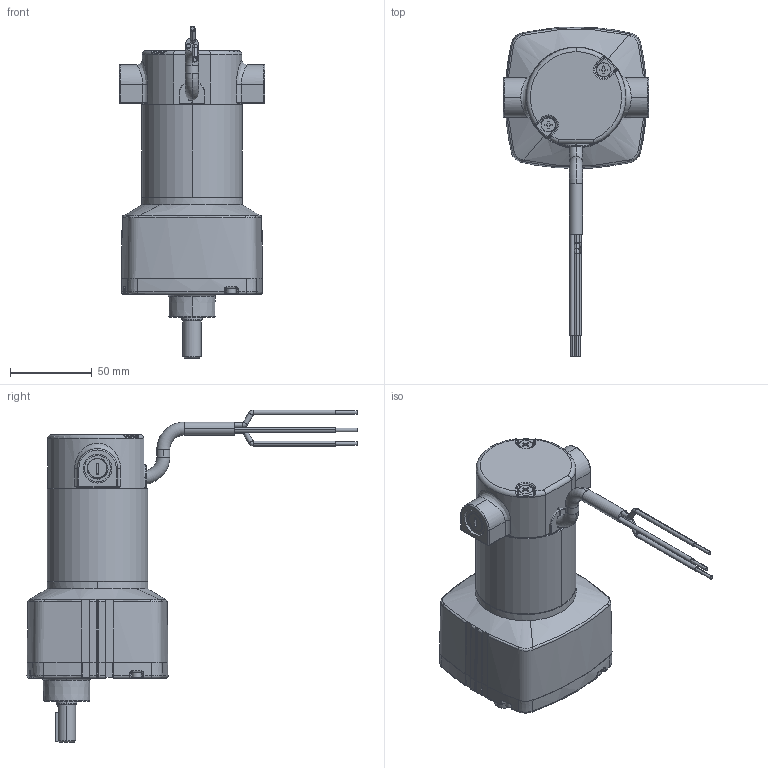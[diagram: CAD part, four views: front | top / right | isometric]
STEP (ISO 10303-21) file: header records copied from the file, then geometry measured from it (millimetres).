
FILE_DESCRIPTION (( 'STEP AP203' ), '1' );
FILE_NAME ('INFM0014.STEP', '2013-03-18T21:06:45', ( 'Admin' ), ( 'Bodine Electric Company' ), 'SwSTEP 2.0', 'SolidWorks 2012', '' );
FILE_SCHEMA (( 'CONFIG_CONTROL_DESIGN' ));
Length unit declared in the file: inch
Products named in the file (1): INFM0014
Bounding box: 88.9 x 201.56 x 202.76 mm (x, y, z)
Volume: 582614.8 mm3; surface area: 102719.9 mm2
Topology: 23 solids, 24 shells, 1262 faces, 3122 edges, 1913 vertices
Faces by surface type: cylinder 389, plane 377, bspline 170, torus 164, cone 134, sphere 28
Entity records: 47776 total; most frequent: CARTESIAN_POINT 19307, ORIENTED_EDGE 6138, DIRECTION 5745, EDGE_CURVE 3069, AXIS2_PLACEMENT_3D 2283, VERTEX_POINT 1903, EDGE_LOOP 1342, ADVANCED_FACE 1263
